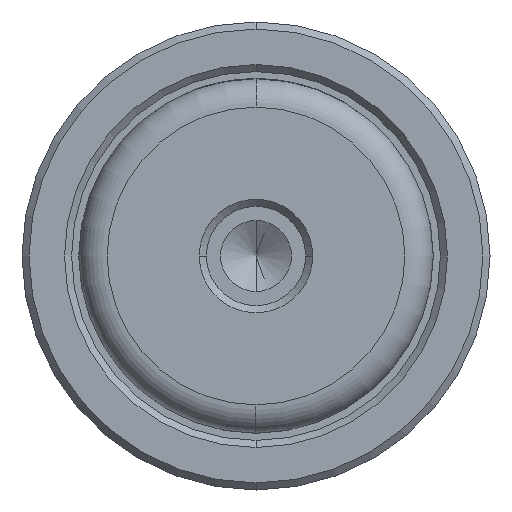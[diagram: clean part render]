
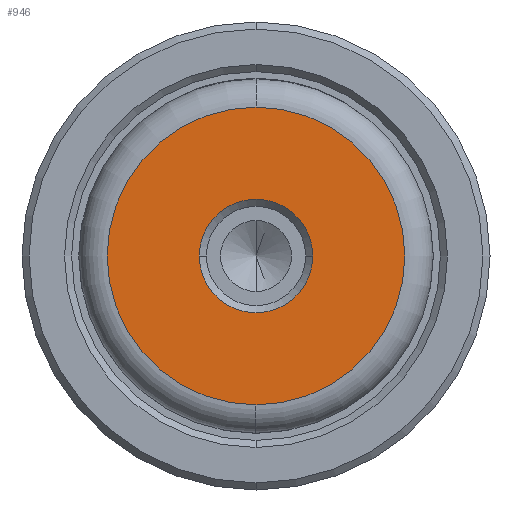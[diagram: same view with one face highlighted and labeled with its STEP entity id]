
A CAD part, left-side view. The second image highlights one B-rep face of the part: STEP entity #946.
In plain terms, the highlighted planar face has unit normal (-1, 0, 0).
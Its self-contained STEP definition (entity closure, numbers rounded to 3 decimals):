
#38 = AXIS2_PLACEMENT_3D ( 'NONE', #435, #1768, #630 ) ;
#62 = DIRECTION ( 'NONE',  ( 0., 0., 1. ) ) ;
#81 = CIRCLE ( 'NONE', #38, 4. ) ;
#129 = AXIS2_PLACEMENT_3D ( 'NONE', #1963, #819, #2164 ) ;
#177 = CIRCLE ( 'NONE', #129, 4. ) ;
#276 = CARTESIAN_POINT ( 'NONE',  ( 0., 0., 0. ) ) ;
#294 = EDGE_LOOP ( 'NONE', ( #2106, #511 ) ) ;
#361 = ORIENTED_EDGE ( 'NONE', *, *, #892, .T. ) ;
#434 = CARTESIAN_POINT ( 'NONE',  ( 0., -4., 0. ) ) ;
#435 = CARTESIAN_POINT ( 'NONE',  ( 0., 0., 0. ) ) ;
#511 = ORIENTED_EDGE ( 'NONE', *, *, #1559, .T. ) ;
#554 = CIRCLE ( 'NONE', #715, 10.497 ) ;
#557 = VERTEX_POINT ( 'NONE', #1455 ) ;
#630 = DIRECTION ( 'NONE',  ( 0., 0., 1. ) ) ;
#666 = PLANE ( 'NONE',  #1337 ) ;
#669 = CARTESIAN_POINT ( 'NONE',  ( 0., 0., 0. ) ) ;
#695 = EDGE_LOOP ( 'NONE', ( #1817, #361 ) ) ;
#715 = AXIS2_PLACEMENT_3D ( 'NONE', #2356, #1221, #62 ) ;
#751 = VERTEX_POINT ( 'NONE', #2440 ) ;
#819 = DIRECTION ( 'NONE',  ( 1., 0., 0. ) ) ;
#852 = DIRECTION ( 'NONE',  ( 0., 0., 1. ) ) ;
#856 = DIRECTION ( 'NONE',  ( 0., 0., 1. ) ) ;
#892 = EDGE_CURVE ( 'NONE', #751, #1379, #554, .T. ) ;
#946 = ADVANCED_FACE ( 'NONE', ( #947, #2458 ), #666, .T. ) ;
#947 = FACE_BOUND ( 'NONE', #294, .T. ) ;
#1156 = EDGE_CURVE ( 'NONE', #1379, #751, #1554, .T. ) ;
#1163 = AXIS2_PLACEMENT_3D ( 'NONE', #669, #2011, #856 ) ;
#1221 = DIRECTION ( 'NONE',  ( -1., 0., 0. ) ) ;
#1337 = AXIS2_PLACEMENT_3D ( 'NONE', #276, #2001, #852 ) ;
#1358 = VERTEX_POINT ( 'NONE', #434 ) ;
#1379 = VERTEX_POINT ( 'NONE', #1980 ) ;
#1455 = CARTESIAN_POINT ( 'NONE',  ( 0., 4., 0. ) ) ;
#1554 = CIRCLE ( 'NONE', #1163, 10.497 ) ;
#1559 = EDGE_CURVE ( 'NONE', #557, #1358, #81, .T. ) ;
#1768 = DIRECTION ( 'NONE',  ( 1., 0., 0. ) ) ;
#1817 = ORIENTED_EDGE ( 'NONE', *, *, #1156, .T. ) ;
#1963 = CARTESIAN_POINT ( 'NONE',  ( 0., 0., 0. ) ) ;
#1980 = CARTESIAN_POINT ( 'NONE',  ( 0., 0., 10.497 ) ) ;
#2001 = DIRECTION ( 'NONE',  ( -1., 0., 0. ) ) ;
#2011 = DIRECTION ( 'NONE',  ( -1., 0., 0. ) ) ;
#2106 = ORIENTED_EDGE ( 'NONE', *, *, #2165, .T. ) ;
#2164 = DIRECTION ( 'NONE',  ( 0., 0., 1. ) ) ;
#2165 = EDGE_CURVE ( 'NONE', #1358, #557, #177, .T. ) ;
#2356 = CARTESIAN_POINT ( 'NONE',  ( 0., 0., 0. ) ) ;
#2440 = CARTESIAN_POINT ( 'NONE',  ( 0., 0., -10.497 ) ) ;
#2458 = FACE_OUTER_BOUND ( 'NONE', #695, .T. ) ;
